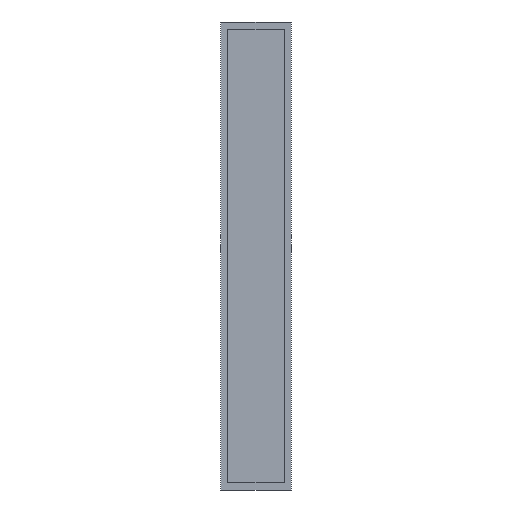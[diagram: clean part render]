
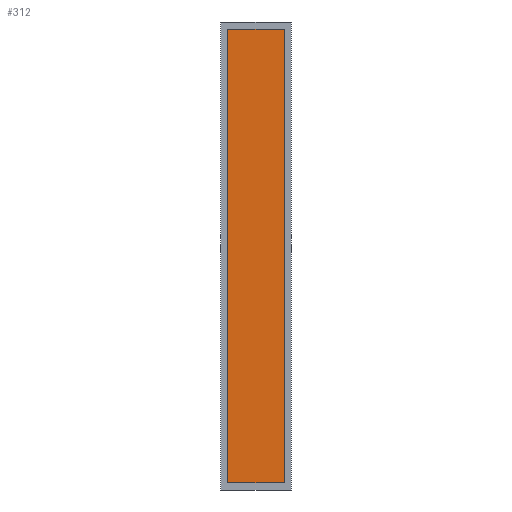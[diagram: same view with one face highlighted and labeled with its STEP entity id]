
A CAD part, front view. The second image highlights one B-rep face of the part: STEP entity #312.
In plain terms, the highlighted planar face has unit normal (0, -1, 0).
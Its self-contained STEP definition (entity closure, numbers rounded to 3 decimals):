
#60 = LINE ( 'NONE', #1814, #1500 ) ;
#106 = DIRECTION ( 'NONE',  ( -1., 0., 0. ) ) ;
#193 = EDGE_CURVE ( 'NONE', #1667, #1420, #448, .T. ) ;
#210 = DIRECTION ( 'NONE',  ( 1., 0., 0. ) ) ;
#219 = VERTEX_POINT ( 'NONE', #878 ) ;
#272 = FACE_OUTER_BOUND ( 'NONE', #1199, .T. ) ;
#295 = CARTESIAN_POINT ( 'NONE',  ( 87., -9., 597. ) ) ;
#312 = ADVANCED_FACE ( 'NONE', ( #272 ), #1661, .F. ) ;
#381 = EDGE_CURVE ( 'NONE', #219, #798, #1685, .T. ) ;
#448 = LINE ( 'NONE', #747, #1831 ) ;
#471 = EDGE_CURVE ( 'NONE', #798, #1667, #60, .T. ) ;
#599 = CARTESIAN_POINT ( 'NONE',  ( -87., -9., 597. ) ) ;
#618 = ORIENTED_EDGE ( 'NONE', *, *, #381, .F. ) ;
#636 = DIRECTION ( 'NONE',  ( -1., 0., 0. ) ) ;
#661 = DIRECTION ( 'NONE',  ( 0., 0., -1. ) ) ;
#663 = ORIENTED_EDGE ( 'NONE', *, *, #471, .F. ) ;
#737 = CARTESIAN_POINT ( 'NONE',  ( -87., -9., -597. ) ) ;
#747 = CARTESIAN_POINT ( 'NONE',  ( -87., -9., 597. ) ) ;
#798 = VERTEX_POINT ( 'NONE', #737 ) ;
#878 = CARTESIAN_POINT ( 'NONE',  ( 87., -9., -597. ) ) ;
#948 = VECTOR ( 'NONE', #661, 1000. ) ;
#991 = EDGE_CURVE ( 'NONE', #1420, #219, #1046, .T. ) ;
#1018 = CARTESIAN_POINT ( 'NONE',  ( 87., -9., 597. ) ) ;
#1044 = ORIENTED_EDGE ( 'NONE', *, *, #991, .F. ) ;
#1046 = LINE ( 'NONE', #1018, #948 ) ;
#1108 = DIRECTION ( 'NONE',  ( 0., 1., 0. ) ) ;
#1139 = ORIENTED_EDGE ( 'NONE', *, *, #193, .F. ) ;
#1199 = EDGE_LOOP ( 'NONE', ( #1044, #1139, #663, #618 ) ) ;
#1229 = DIRECTION ( 'NONE',  ( 0., 0., 1. ) ) ;
#1249 = VECTOR ( 'NONE', #636, 1000. ) ;
#1302 = CARTESIAN_POINT ( 'NONE',  ( 87., -9., -597. ) ) ;
#1377 = CARTESIAN_POINT ( 'NONE',  ( 0., -9., 0. ) ) ;
#1420 = VERTEX_POINT ( 'NONE', #295 ) ;
#1435 = AXIS2_PLACEMENT_3D ( 'NONE', #1377, #1108, #106 ) ;
#1500 = VECTOR ( 'NONE', #1229, 1000. ) ;
#1661 = PLANE ( 'NONE',  #1435 ) ;
#1667 = VERTEX_POINT ( 'NONE', #599 ) ;
#1685 = LINE ( 'NONE', #1302, #1249 ) ;
#1814 = CARTESIAN_POINT ( 'NONE',  ( -87., -9., -597. ) ) ;
#1831 = VECTOR ( 'NONE', #210, 1000. ) ;
